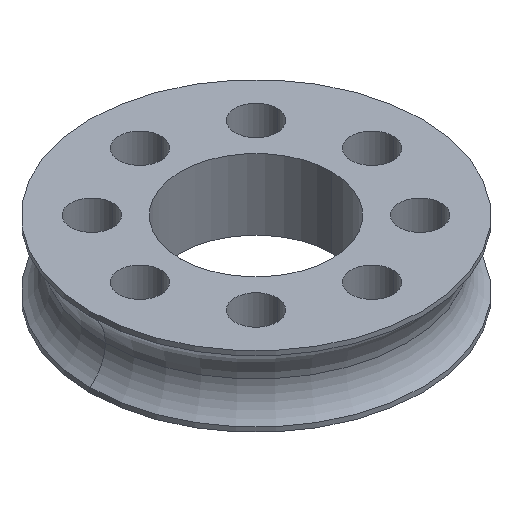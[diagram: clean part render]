
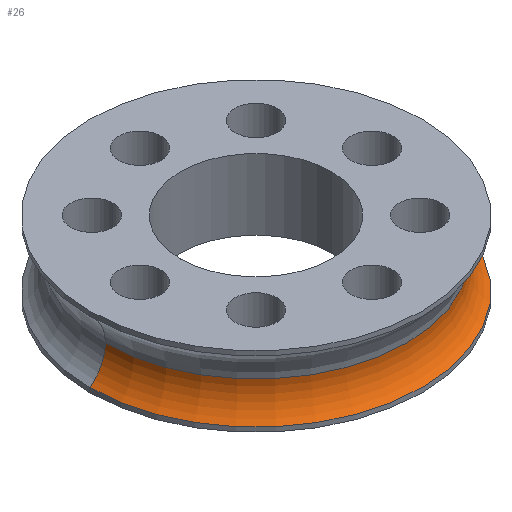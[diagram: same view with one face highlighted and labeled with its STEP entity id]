
A CAD part, isometric view. The second image highlights one B-rep face of the part: STEP entity #26.
In plain terms, the highlighted toroidal (fillet/blend) face has major radius 15.951 mm and minor radius 3.251 mm.
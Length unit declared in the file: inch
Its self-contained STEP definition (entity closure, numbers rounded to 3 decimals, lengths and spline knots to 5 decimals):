
#26 = ADVANCED_FACE ( 'NONE', ( #768 ), #603, .F. ) ;
#179 = CARTESIAN_POINT ( 'NONE',  ( 0., 0., 0. ) ) ;
#185 = DIRECTION ( 'NONE',  ( 0., 0., -1. ) ) ;
#213 = DIRECTION ( 'NONE',  ( -1., 0., 0. ) ) ;
#233 = VERTEX_POINT ( 'NONE', #735 ) ;
#242 = DIRECTION ( 'NONE',  ( 0., 0., -1. ) ) ;
#246 = DIRECTION ( 'NONE',  ( 0., -1., 0. ) ) ;
#249 = CARTESIAN_POINT ( 'NONE',  ( -0.628, 0., 0. ) ) ;
#260 = CARTESIAN_POINT ( 'NONE',  ( 0.5, 0., 0. ) ) ;
#265 = DIRECTION ( 'NONE',  ( -1., 0., 0. ) ) ;
#313 = EDGE_LOOP ( 'NONE', ( #421, #412, #607, #371 ) ) ;
#339 = AXIS2_PLACEMENT_3D ( 'NONE', #741, #731, #213 ) ;
#371 = ORIENTED_EDGE ( 'NONE', *, *, #588, .F. ) ;
#374 = CARTESIAN_POINT ( 'NONE',  ( 0.551, 0., -0.10225 ) ) ;
#406 = CARTESIAN_POINT ( 'NONE',  ( -0.551, 0., -0.10225 ) ) ;
#412 = ORIENTED_EDGE ( 'NONE', *, *, #676, .T. ) ;
#421 = ORIENTED_EDGE ( 'NONE', *, *, #778, .T. ) ;
#439 = EDGE_CURVE ( 'NONE', #897, #233, #965, .T. ) ;
#453 = VERTEX_POINT ( 'NONE', #260 ) ;
#569 = DIRECTION ( 'NONE',  ( 0., 0., -1. ) ) ;
#586 = AXIS2_PLACEMENT_3D ( 'NONE', #998, #569, #636 ) ;
#588 = EDGE_CURVE ( 'NONE', #940, #897, #643, .T. ) ;
#601 = CIRCLE ( 'NONE', #659, 0.128 ) ;
#603 = TOROIDAL_SURFACE ( 'NONE', #586, 0.628, 0.128 ) ;
#607 = ORIENTED_EDGE ( 'NONE', *, *, #439, .F. ) ;
#636 = DIRECTION ( 'NONE',  ( -1., 0., 0. ) ) ;
#643 = CIRCLE ( 'NONE', #339, 0.551 ) ;
#657 = CIRCLE ( 'NONE', #679, 0.5 ) ;
#659 = AXIS2_PLACEMENT_3D ( 'NONE', #861, #856, #850 ) ;
#676 = EDGE_CURVE ( 'NONE', #453, #233, #657, .T. ) ;
#679 = AXIS2_PLACEMENT_3D ( 'NONE', #179, #185, #265 ) ;
#731 = DIRECTION ( 'NONE',  ( 0., 0., -1. ) ) ;
#735 = CARTESIAN_POINT ( 'NONE',  ( -0.5, 0., 0. ) ) ;
#741 = CARTESIAN_POINT ( 'NONE',  ( 0., 0., -0.10225 ) ) ;
#768 = FACE_OUTER_BOUND ( 'NONE', #313, .T. ) ;
#778 = EDGE_CURVE ( 'NONE', #940, #453, #601, .T. ) ;
#796 = AXIS2_PLACEMENT_3D ( 'NONE', #249, #246, #242 ) ;
#850 = DIRECTION ( 'NONE',  ( -1., 0., 0. ) ) ;
#856 = DIRECTION ( 'NONE',  ( 0., 1., 0. ) ) ;
#861 = CARTESIAN_POINT ( 'NONE',  ( 0.628, 0., 0. ) ) ;
#897 = VERTEX_POINT ( 'NONE', #406 ) ;
#940 = VERTEX_POINT ( 'NONE', #374 ) ;
#965 = CIRCLE ( 'NONE', #796, 0.128 ) ;
#998 = CARTESIAN_POINT ( 'NONE',  ( 0., 0., 0. ) ) ;
